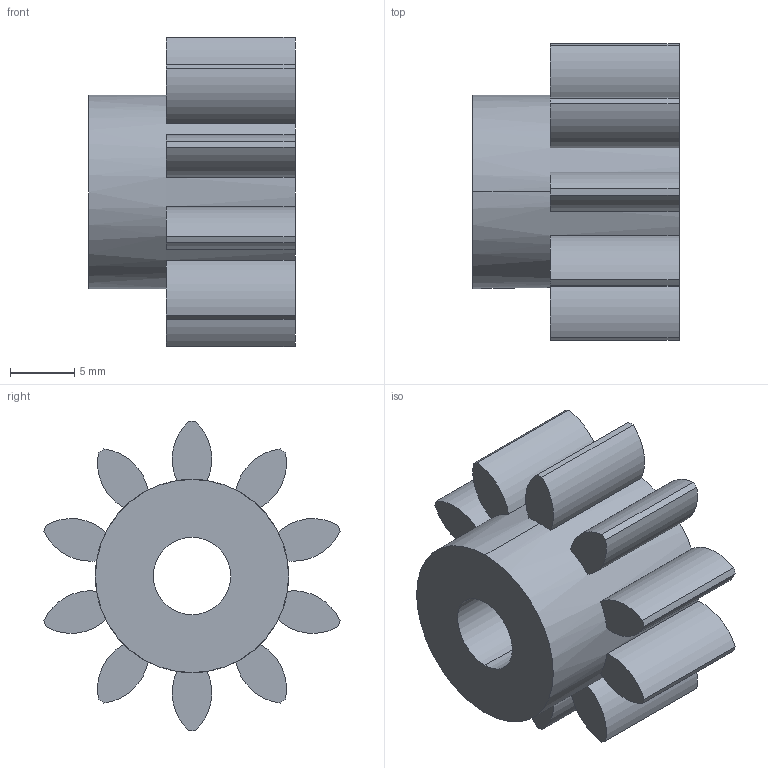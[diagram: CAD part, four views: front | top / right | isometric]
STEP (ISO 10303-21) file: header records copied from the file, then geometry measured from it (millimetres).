
FILE_DESCRIPTION (( 'STEP AP203' ), '1' );
FILE_NAME ('P22006 gear M2 10T.STEP', '2022-12-22T18:14:27', ( '' ), ( '' ), 'SwSTEP 2.0', 'SolidWorks 2018', '' );
FILE_SCHEMA (( 'CONFIG_CONTROL_DESIGN' ));
Length unit declared in the file: millimetre
Products named in the file (1): P22006 gear M2 10T
Bounding box: 16 x 22.98 x 24 mm (x, y, z)
Volume: 3480.6 mm3; surface area: 2416.8 mm2
Topology: 1 solids, 1 shells, 53 faces, 153 edges, 102 vertices
Faces by surface type: cylinder 41, plane 12
Entity records: 1952 total; most frequent: CARTESIAN_POINT 379, DIRECTION 355, ORIENTED_EDGE 306, EDGE_CURVE 153, AXIS2_PLACEMENT_3D 152, VERTEX_POINT 102, CIRCLE 98, EDGE_LOOP 57
